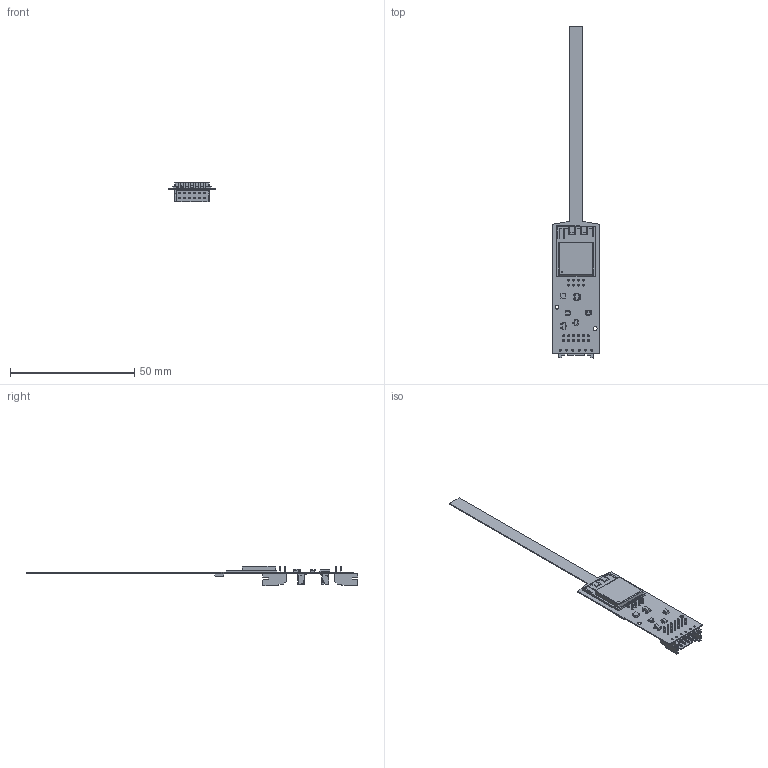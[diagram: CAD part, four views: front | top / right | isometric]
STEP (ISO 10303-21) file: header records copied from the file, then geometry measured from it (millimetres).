
FILE_DESCRIPTION(('Open CASCADE Model'),'2;1');
FILE_NAME('Open CASCADE Shape Model','2024-06-11T11:52:57',('Author'),( 'Open CASCADE'),'Open CASCADE STEP processor 7.5','Open CASCADE 7.5' ,'Unknown');
FILE_SCHEMA(('AUTOMOTIVE_DESIGN { 1 0 10303 214 1 1 1 1 }'));
Length unit declared in the file: millimetre
Products named in the file (41): PCB; Board; Open CASCADE STEP translator 7.5 1.1.1; U; LIS2DE12TR; _; DRV5055A1QDBZR; Q; p206_SOT-363; Open CASCADE STEP translator 7.5 1.4.1.1; Open CASCADE STEP translator 7.5 1.4.1.1.1; Open CASCADE STEP translator 7.5 1.4.1.1.2; Open CASCADE STEP translator 7.5 1.4.1.1.3; Open CASCADE STEP translator 7.5 1.4.1.1.4; Open CASCADE STEP translator 7.5 1.4.1.1.5; Open CASCADE STEP translator 7.5 1.4.1.1.6; Open CASCADE STEP translator 7.5 1.4.1.1.7; Open CASCADE STEP translator 7.5 1.4.1.2; D_; 6334652832; J; BM03B-SRSS-TB; BMxxB-SRSS-TB(LF)(SN)_03; 74LVC2G17GW_125; U2; SOT-25_TOR; S12B-PHDSS; SxB-PHDSS_12; pin^SxB-PHDSS ass; BM04B-SRSS-TB; S8B-PHDSS; SxB-PHDSS_8; SC-70_C3_MCH; U1; ESP32-S3-MINI-1-N8
Assembly tree (48 placements, depth 5):
  PCB
    Board
      Open CASCADE STEP translator 7.5 1.1.1
    U
      LIS2DE12TR
    _
      DRV5055A1QDBZR
    Q
      p206_SOT-363
        Open CASCADE STEP translator 7.5 1.4.1.1
          Open CASCADE STEP translator 7.5 1.4.1.1.1
          Open CASCADE STEP translator 7.5 1.4.1.1.2
          Open CASCADE STEP translator 7.5 1.4.1.1.3
          Open CASCADE STEP translator 7.5 1.4.1.1.4
          Open CASCADE STEP translator 7.5 1.4.1.1.5
          Open CASCADE STEP translator 7.5 1.4.1.1.6
          Open CASCADE STEP translator 7.5 1.4.1.1.7
        Open CASCADE STEP translator 7.5 1.4.1.2
    D_
      6334652832
    J
      BM03B-SRSS-TB
        BMxxB-SRSS-TB(LF)(SN)_03
    U
      74LVC2G17GW_125
    U2
      SOT-25_TOR
    J
      S12B-PHDSS
        SxB-PHDSS_12
        pin^SxB-PHDSS ass  x6
    J
      BM04B-SRSS-TB
    J
      S8B-PHDSS
        SxB-PHDSS_8
        pin^SxB-PHDSS ass  x4
    _
      SC-70_C3_MCH
    U1
      ESP32-S3-MINI-1-N8
Bounding box: 19 x 133.81 x 8 mm (x, y, z)
Volume: 1332.6 mm3; surface area: 6434.3 mm2
Topology: 198 solids, 199 shells, 2974 faces, 6971 edges, 4504 vertices
Faces by surface type: plane 2652, cylinder 312, bspline 8, cone 2
Full cylindrical faces by diameter (mm): 0.083 x1, 0.113 x1, 0.7 x20, 0.762 x6, 1.524 x2
Entity records: 78328 total; most frequent: CARTESIAN_POINT 13388, ORIENTED_EDGE 12534, DIRECTION 12123, EDGE_CURVE 6267, LINE 5701, VECTOR 5701, VERTEX_POINT 4118, AXIS2_PLACEMENT_3D 3211
